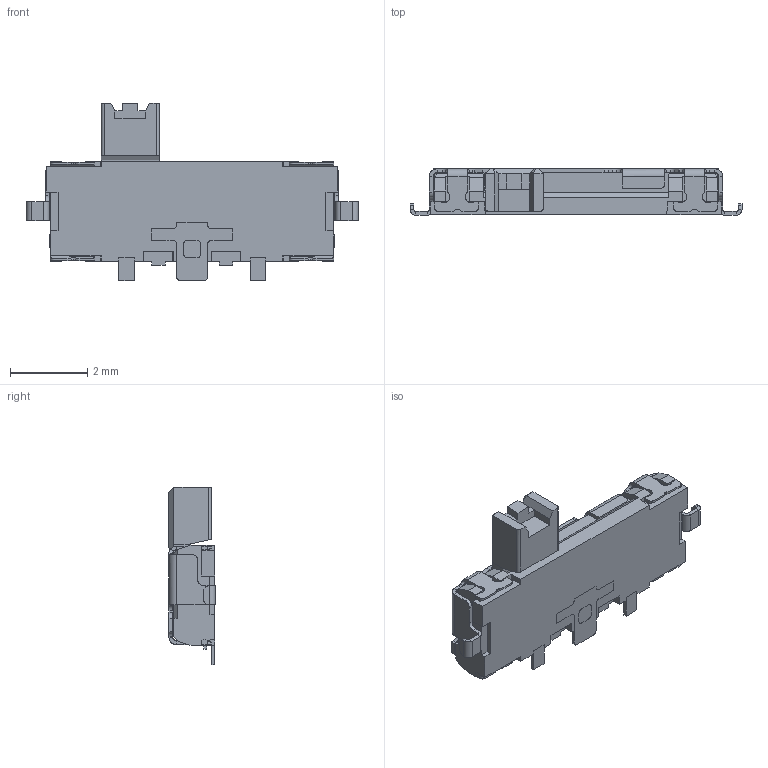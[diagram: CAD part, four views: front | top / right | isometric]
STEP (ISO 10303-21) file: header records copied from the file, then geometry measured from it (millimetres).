
FILE_DESCRIPTION(('FreeCAD Model'),'2;1');
FILE_NAME('Open CASCADE Shape Model','2021-07-01T02:08:27',('Author'),( ''),'Open CASCADE STEP processor 7.5','FreeCAD','Unknown');
FILE_SCHEMA(('AUTOMOTIVE_DESIGN { 1 0 10303 214 1 1 1 1 }'));
Length unit declared in the file: millimetre
Products named in the file (1): Shell
Bounding box: 8.6 x 1.2 x 4.6 mm (x, y, z)
Surface area: 96.3 mm2 (no closed solid volume)
Topology: 0 solids, 1 shells, 377 faces, 1050 edges, 664 vertices
Faces by surface type: plane 273, cylinder 90, bspline 14
Entity records: 13152 total; most frequent: CARTESIAN_POINT 3216, ORIENTED_EDGE 2100, DIRECTION 1554, EDGE_CURVE 1050, LINE 822, VECTOR 822, VERTEX_POINT 664, FACE_BOUND 382
